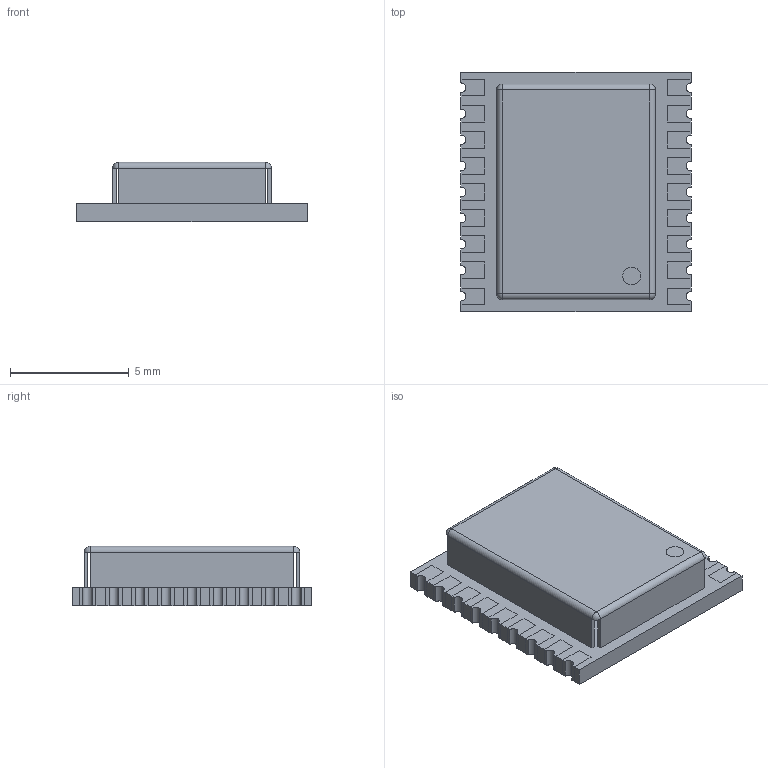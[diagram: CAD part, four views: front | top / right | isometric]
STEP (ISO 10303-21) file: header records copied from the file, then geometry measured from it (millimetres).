
FILE_DESCRIPTION (( 'STEP AP214' ), '1' );
FILE_NAME ('MAX-M10M-00B.STEP', '2023-11-07T14:39:54', ( '' ), ( '' ), 'SwSTEP 2.0', 'SolidWorks 2022', '' );
FILE_SCHEMA (( 'AUTOMOTIVE_DESIGN' ));
Length unit declared in the file: millimetre
Products named in the file (1): MAX-M10M-00B
Bounding box: 9.7 x 10.1 x 2.5 mm (x, y, z)
Volume: 89.5 mm3; surface area: 518.7 mm2
Topology: 20 solids, 20 shells, 274 faces, 669 edges, 428 vertices
Faces by surface type: plane 231, cylinder 35, sphere 8
Entity records: 10925 total; most frequent: CARTESIAN_POINT 1378, ORIENTED_EDGE 1322, DIRECTION 1287, EDGE_CURVE 661, VECTOR 581, LINE 581, VERTEX_POINT 428, AXIS2_PLACEMENT_3D 353
